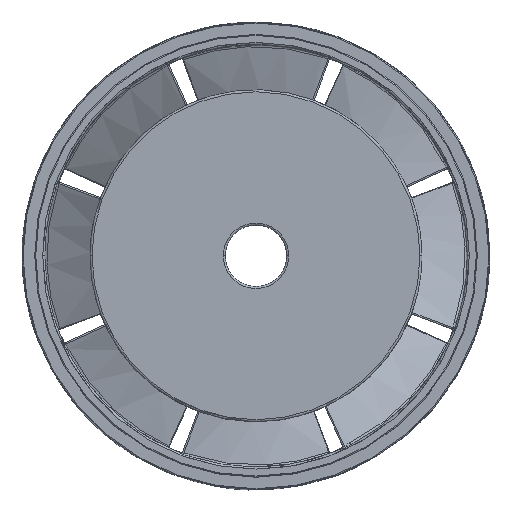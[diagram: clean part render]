
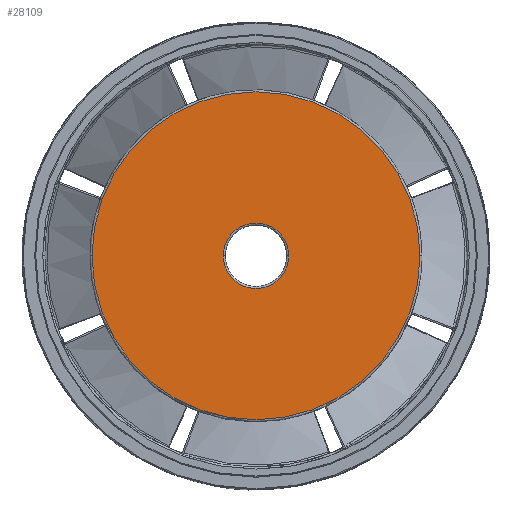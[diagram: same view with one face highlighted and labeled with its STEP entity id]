
A CAD part, top view. The second image highlights one B-rep face of the part: STEP entity #28109.
In plain terms, the highlighted planar face has unit normal (0, 0, 1).
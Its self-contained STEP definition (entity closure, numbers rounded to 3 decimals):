
#186 = CARTESIAN_POINT ( 'NONE',  ( -3.25, 0., 0. ) ) ;
#379 = EDGE_LOOP ( 'NONE', ( #25795, #2717 ) ) ;
#806 = FACE_BOUND ( 'NONE', #379, .T. ) ;
#1580 = AXIS2_PLACEMENT_3D ( 'NONE', #3097, #9969, #19152 ) ;
#1930 = CIRCLE ( 'NONE', #15385, 3.25 ) ;
#2369 = CARTESIAN_POINT ( 'NONE',  ( 3.25, 0., 0. ) ) ;
#2618 = FACE_OUTER_BOUND ( 'NONE', #27023, .T. ) ;
#2717 = ORIENTED_EDGE ( 'NONE', *, *, #13751, .T. ) ;
#3097 = CARTESIAN_POINT ( 'NONE',  ( 0., 0., 0. ) ) ;
#3877 = CIRCLE ( 'NONE', #4843, 16.3 ) ;
#4843 = AXIS2_PLACEMENT_3D ( 'NONE', #8754, #18229, #18540 ) ;
#5816 = VERTEX_POINT ( 'NONE', #2369 ) ;
#5973 = EDGE_CURVE ( 'NONE', #5816, #25184, #1930, .T. ) ;
#7439 = CARTESIAN_POINT ( 'NONE',  ( -16.3, 0., 0. ) ) ;
#7822 = CIRCLE ( 'NONE', #1580, 3.25 ) ;
#8754 = CARTESIAN_POINT ( 'NONE',  ( 0., 0., 0. ) ) ;
#9969 = DIRECTION ( 'NONE',  ( 0., 0., -1. ) ) ;
#11119 = CARTESIAN_POINT ( 'NONE',  ( 16.3, 0., 0. ) ) ;
#11242 = AXIS2_PLACEMENT_3D ( 'NONE', #14950, #24089, #12681 ) ;
#12496 = CARTESIAN_POINT ( 'NONE',  ( 0., 0., 0. ) ) ;
#12518 = AXIS2_PLACEMENT_3D ( 'NONE', #12496, #24343, #28701 ) ;
#12681 = DIRECTION ( 'NONE',  ( 1., 0., 0. ) ) ;
#13566 = DIRECTION ( 'NONE',  ( 0., 0., -1. ) ) ;
#13751 = EDGE_CURVE ( 'NONE', #25184, #5816, #7822, .T. ) ;
#14950 = CARTESIAN_POINT ( 'NONE',  ( 0., 0., 0. ) ) ;
#15385 = AXIS2_PLACEMENT_3D ( 'NONE', #18078, #13566, #25111 ) ;
#16252 = EDGE_CURVE ( 'NONE', #17395, #26231, #16555, .T. ) ;
#16555 = CIRCLE ( 'NONE', #11242, 16.3 ) ;
#17395 = VERTEX_POINT ( 'NONE', #7439 ) ;
#18078 = CARTESIAN_POINT ( 'NONE',  ( 0., 0., 0. ) ) ;
#18229 = DIRECTION ( 'NONE',  ( 0., 0., 1. ) ) ;
#18540 = DIRECTION ( 'NONE',  ( 1., 0., 0. ) ) ;
#19152 = DIRECTION ( 'NONE',  ( 1., 0., 0. ) ) ;
#22439 = ORIENTED_EDGE ( 'NONE', *, *, #27907, .T. ) ;
#22958 = ORIENTED_EDGE ( 'NONE', *, *, #16252, .T. ) ;
#24089 = DIRECTION ( 'NONE',  ( 0., 0., 1. ) ) ;
#24343 = DIRECTION ( 'NONE',  ( 0., 0., 1. ) ) ;
#25111 = DIRECTION ( 'NONE',  ( 1., 0., 0. ) ) ;
#25184 = VERTEX_POINT ( 'NONE', #186 ) ;
#25795 = ORIENTED_EDGE ( 'NONE', *, *, #5973, .T. ) ;
#26231 = VERTEX_POINT ( 'NONE', #11119 ) ;
#27023 = EDGE_LOOP ( 'NONE', ( #22439, #22958 ) ) ;
#27907 = EDGE_CURVE ( 'NONE', #26231, #17395, #3877, .T. ) ;
#28109 = ADVANCED_FACE ( 'NONE', ( #2618, #806 ), #29014, .T. ) ;
#28701 = DIRECTION ( 'NONE',  ( 1., 0., 0. ) ) ;
#29014 = PLANE ( 'NONE',  #12518 ) ;
